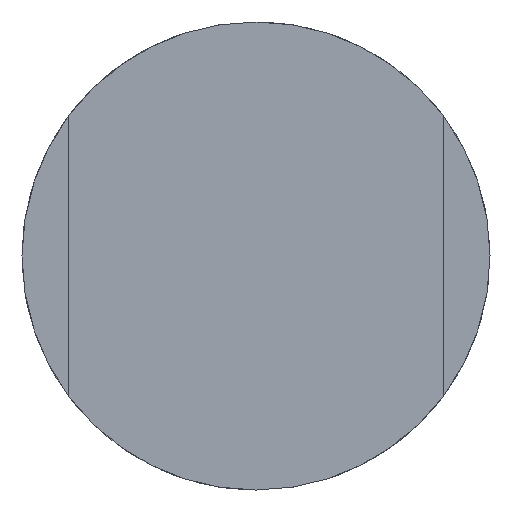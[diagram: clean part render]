
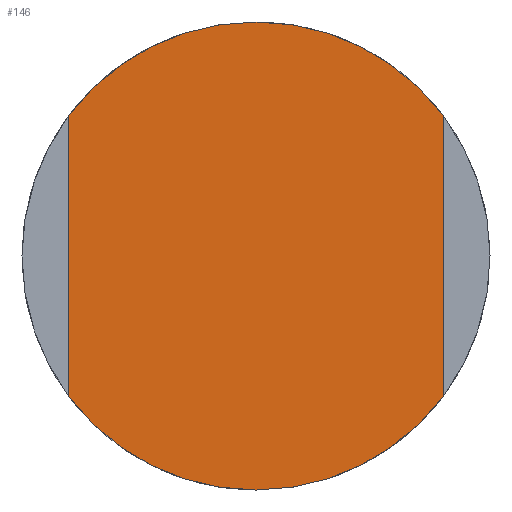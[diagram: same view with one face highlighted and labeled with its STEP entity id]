
A CAD part, left-side view. The second image highlights one B-rep face of the part: STEP entity #146.
In plain terms, the highlighted planar face has unit normal (-1, 0, 0).
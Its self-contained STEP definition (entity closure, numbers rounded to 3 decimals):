
#73 = DIRECTION ( 'NONE',  ( 0., 0., 1. ) ) ;
#146 = ADVANCED_FACE ( 'NONE', ( #828 ), #1527, .F. ) ;
#204 = EDGE_CURVE ( 'NONE', #1643, #1221, #1315, .T. ) ;
#287 = DIRECTION ( 'NONE',  ( 0., 0., -1. ) ) ;
#288 = CIRCLE ( 'NONE', #1841, 5. ) ;
#436 = CARTESIAN_POINT ( 'NONE',  ( 0., -4., 0. ) ) ;
#457 = VERTEX_POINT ( 'NONE', #806 ) ;
#477 = CARTESIAN_POINT ( 'NONE',  ( 0., -4., -3. ) ) ;
#515 = VECTOR ( 'NONE', #287, 1000. ) ;
#550 = VECTOR ( 'NONE', #1986, 1000. ) ;
#558 = CARTESIAN_POINT ( 'NONE',  ( 0., 0., 0. ) ) ;
#634 = CARTESIAN_POINT ( 'NONE',  ( 0., 0., 0. ) ) ;
#670 = EDGE_CURVE ( 'NONE', #1157, #457, #288, .T. ) ;
#690 = CARTESIAN_POINT ( 'NONE',  ( 0., 4., 3. ) ) ;
#699 = CARTESIAN_POINT ( 'NONE',  ( 0., 4., -3. ) ) ;
#701 = DIRECTION ( 'NONE',  ( 0., 0., 1. ) ) ;
#733 = DIRECTION ( 'NONE',  ( -1., 0., 0. ) ) ;
#740 = LINE ( 'NONE', #436, #550 ) ;
#806 = CARTESIAN_POINT ( 'NONE',  ( 0., 0., 5. ) ) ;
#828 = FACE_OUTER_BOUND ( 'NONE', #2017, .T. ) ;
#830 = CIRCLE ( 'NONE', #2107, 5. ) ;
#965 = CIRCLE ( 'NONE', #2217, 5. ) ;
#1084 = AXIS2_PLACEMENT_3D ( 'NONE', #2027, #1547, #1727 ) ;
#1111 = AXIS2_PLACEMENT_3D ( 'NONE', #634, #2225, #2050 ) ;
#1141 = ORIENTED_EDGE ( 'NONE', *, *, #670, .T. ) ;
#1143 = CARTESIAN_POINT ( 'NONE',  ( 0., 4., 0. ) ) ;
#1157 = VERTEX_POINT ( 'NONE', #2121 ) ;
#1221 = VERTEX_POINT ( 'NONE', #699 ) ;
#1315 = LINE ( 'NONE', #1143, #515 ) ;
#1445 = ORIENTED_EDGE ( 'NONE', *, *, #204, .T. ) ;
#1465 = CARTESIAN_POINT ( 'NONE',  ( 0., 0., 0. ) ) ;
#1527 = PLANE ( 'NONE',  #1111 ) ;
#1547 = DIRECTION ( 'NONE',  ( -1., 0., 0. ) ) ;
#1585 = CARTESIAN_POINT ( 'NONE',  ( 0., 0., 0. ) ) ;
#1609 = VERTEX_POINT ( 'NONE', #477 ) ;
#1643 = VERTEX_POINT ( 'NONE', #690 ) ;
#1666 = ORIENTED_EDGE ( 'NONE', *, *, #1778, .T. ) ;
#1672 = VERTEX_POINT ( 'NONE', #1736 ) ;
#1678 = ORIENTED_EDGE ( 'NONE', *, *, #1897, .T. ) ;
#1727 = DIRECTION ( 'NONE',  ( 0., 0., 1. ) ) ;
#1736 = CARTESIAN_POINT ( 'NONE',  ( 0., 0., -5. ) ) ;
#1737 = EDGE_CURVE ( 'NONE', #457, #1643, #1746, .T. ) ;
#1746 = CIRCLE ( 'NONE', #1084, 5. ) ;
#1777 = DIRECTION ( 'NONE',  ( -1., 0., 0. ) ) ;
#1778 = EDGE_CURVE ( 'NONE', #1221, #1672, #965, .T. ) ;
#1810 = ORIENTED_EDGE ( 'NONE', *, *, #1879, .T. ) ;
#1841 = AXIS2_PLACEMENT_3D ( 'NONE', #558, #733, #2110 ) ;
#1879 = EDGE_CURVE ( 'NONE', #1609, #1157, #740, .T. ) ;
#1897 = EDGE_CURVE ( 'NONE', #1672, #1609, #830, .T. ) ;
#1986 = DIRECTION ( 'NONE',  ( 0., 0., 1. ) ) ;
#2017 = EDGE_LOOP ( 'NONE', ( #1445, #1666, #1678, #1810, #1141, #2249 ) ) ;
#2027 = CARTESIAN_POINT ( 'NONE',  ( 0., 0., 0. ) ) ;
#2050 = DIRECTION ( 'NONE',  ( 0., 0., -1. ) ) ;
#2107 = AXIS2_PLACEMENT_3D ( 'NONE', #1465, #2147, #73 ) ;
#2110 = DIRECTION ( 'NONE',  ( 0., 0., 1. ) ) ;
#2121 = CARTESIAN_POINT ( 'NONE',  ( 0., -4., 3. ) ) ;
#2147 = DIRECTION ( 'NONE',  ( -1., 0., 0. ) ) ;
#2217 = AXIS2_PLACEMENT_3D ( 'NONE', #1585, #1777, #701 ) ;
#2225 = DIRECTION ( 'NONE',  ( 1., 0., 0. ) ) ;
#2249 = ORIENTED_EDGE ( 'NONE', *, *, #1737, .T. ) ;
